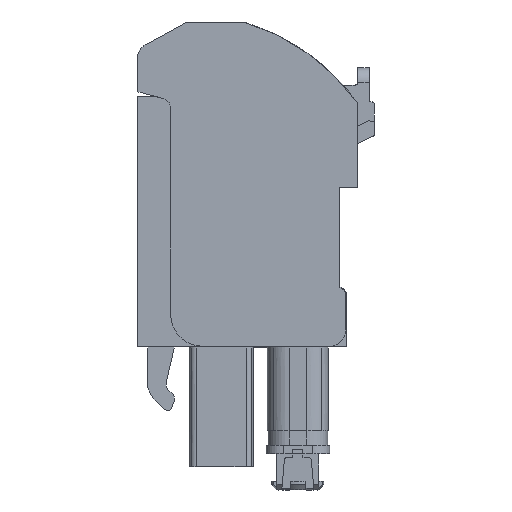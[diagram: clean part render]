
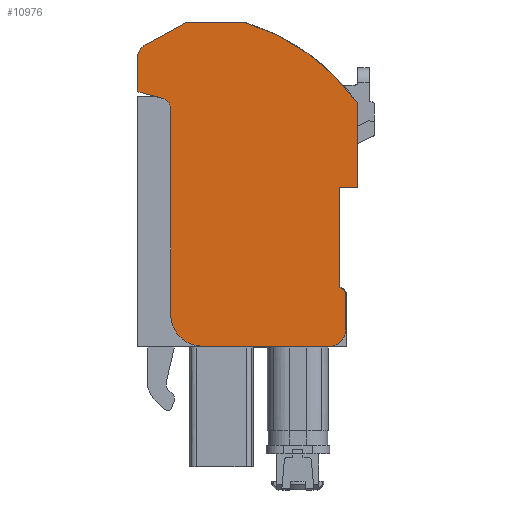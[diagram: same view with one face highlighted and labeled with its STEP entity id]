
A CAD part, left-side view. The second image highlights one B-rep face of the part: STEP entity #10976.
In plain terms, the highlighted planar face has unit normal (-1, 0, 0).
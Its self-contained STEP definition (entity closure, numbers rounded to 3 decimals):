
#9397=AXIS2_PLACEMENT_3D('Circle Axis2P3D',#9395,#9396,$) ;
#9437=AXIS2_PLACEMENT_3D('Circle Axis2P3D',#9435,#9436,$) ;
#9477=AXIS2_PLACEMENT_3D('Circle Axis2P3D',#9475,#9476,$) ;
#9550=AXIS2_PLACEMENT_3D('Circle Axis2P3D',#9548,#9549,$) ;
#9578=AXIS2_PLACEMENT_3D('Circle Axis2P3D',#9576,#9577,$) ;
#10913=AXIS2_PLACEMENT_3D('Plane Axis2P3D',#10910,#10911,#10912) ;
#10926=AXIS2_PLACEMENT_3D('Circle Axis2P3D',#10924,#10925,$) ;
#10938=AXIS2_PLACEMENT_3D('Circle Axis2P3D',#10936,#10937,$) ;
#10945=AXIS2_PLACEMENT_3D('Circle Axis2P3D',#10943,#10944,$) ;
#7212=CARTESIAN_POINT('Vertex',(0.001,1.197,20.942)) ;
#7215=CARTESIAN_POINT('Line Origine',(0.,1.824,20.942)) ;
#7219=CARTESIAN_POINT('Vertex',(0.,2.45,20.942)) ;
#9355=CARTESIAN_POINT('Line Origine',(0.,2.45,17.471)) ;
#9359=CARTESIAN_POINT('Vertex',(0.,2.45,13.999)) ;
#9375=CARTESIAN_POINT('Line Origine',(0.,2.384,13.98)) ;
#9379=CARTESIAN_POINT('Vertex',(0.,2.317,13.961)) ;
#9395=CARTESIAN_POINT('Axis2P3D Location',(0.,2.441,13.528)) ;
#9399=CARTESIAN_POINT('Vertex',(0.,1.991,13.528)) ;
#9415=CARTESIAN_POINT('Line Origine',(0.,1.991,12.314)) ;
#9419=CARTESIAN_POINT('Vertex',(0.,1.991,11.1)) ;
#9435=CARTESIAN_POINT('Axis2P3D Location',(0.,3.141,11.1)) ;
#9439=CARTESIAN_POINT('Vertex',(0.,3.141,9.95)) ;
#9455=CARTESIAN_POINT('Line Origine',(0.,7.523,9.95)) ;
#9459=CARTESIAN_POINT('Vertex',(0.,11.905,9.95)) ;
#9475=CARTESIAN_POINT('Axis2P3D Location',(0.,11.905,12.15)) ;
#9479=CARTESIAN_POINT('Vertex',(0.,14.105,12.1)) ;
#9495=CARTESIAN_POINT('Line Origine',(0.,14.105,19.255)) ;
#9499=CARTESIAN_POINT('Vertex',(0.,14.105,26.409)) ;
#9526=CARTESIAN_POINT('Control Point',(0.,14.598,27.078)) ;
#9527=CARTESIAN_POINT('Control Point',(0.,14.428,27.025)) ;
#9528=CARTESIAN_POINT('Control Point',(0.,14.274,26.918)) ;
#9529=CARTESIAN_POINT('Control Point',(0.,14.162,26.766)) ;
#9530=CARTESIAN_POINT('Control Point',(0.,14.105,26.587)) ;
#9531=CARTESIAN_POINT('Control Point',(0.,14.105,26.409)) ;
#9532=CARTESIAN_POINT('Vertex',(0.,14.598,27.078)) ;
#9548=CARTESIAN_POINT('Axis2P3D Location',(0.,22.274,2.33)) ;
#9552=CARTESIAN_POINT('Vertex',(0.,16.405,27.568)) ;
#9554=CARTESIAN_POINT('Vertex',(0.,16.138,27.504)) ;
#9576=CARTESIAN_POINT('Axis2P3D Location',(0.,22.274,2.33)) ;
#10886=CARTESIAN_POINT('Vertex',(0.001,1.197,26.822)) ;
#10889=CARTESIAN_POINT('Line Origine',(0.001,1.197,23.882)) ;
#10910=CARTESIAN_POINT('Axis2P3D Location',(0.,14.099,12.568)) ;
#10915=CARTESIAN_POINT('Line Origine',(0.,14.44,31.594)) ;
#10919=CARTESIAN_POINT('Vertex',(0.,15.882,30.811)) ;
#10921=CARTESIAN_POINT('Vertex',(0.,12.997,32.378)) ;
#10924=CARTESIAN_POINT('Axis2P3D Location',(0.,15.405,29.932)) ;
#10928=CARTESIAN_POINT('Vertex',(0.,16.405,29.932)) ;
#10931=CARTESIAN_POINT('Line Origine',(0.,16.405,28.75)) ;
#10936=CARTESIAN_POINT('Axis2P3D Location',(0.,13.352,18.032)) ;
#10940=CARTESIAN_POINT('Vertex',(0.,8.905,32.358)) ;
#10943=CARTESIAN_POINT('Axis2P3D Location',(0.,13.352,18.032)) ;
#10947=CARTESIAN_POINT('Vertex',(0.,8.971,32.378)) ;
#10950=CARTESIAN_POINT('Line Origine',(0.,10.984,32.378)) ;
#7216=DIRECTION('Vector Direction',(0.,1.,0.)) ;
#9356=DIRECTION('Vector Direction',(0.,0.,1.)) ;
#9376=DIRECTION('Vector Direction',(0.,0.961,0.276)) ;
#9396=DIRECTION('Axis2P3D Direction',(1.,0.,0.)) ;
#9416=DIRECTION('Vector Direction',(0.,0.,1.)) ;
#9436=DIRECTION('Axis2P3D Direction',(1.,0.,0.)) ;
#9456=DIRECTION('Vector Direction',(0.,-1.,0.)) ;
#9476=DIRECTION('Axis2P3D Direction',(1.,0.,0.)) ;
#9496=DIRECTION('Vector Direction',(0.,0.,-1.)) ;
#9549=DIRECTION('Axis2P3D Direction',(-1.,0.,0.)) ;
#9577=DIRECTION('Axis2P3D Direction',(-1.,0.,0.)) ;
#10890=DIRECTION('Vector Direction',(0.,0.,-1.)) ;
#10911=DIRECTION('Axis2P3D Direction',(1.,0.,0.)) ;
#10912=DIRECTION('Axis2P3D XDirection',(0.,-0.018,1.)) ;
#10916=DIRECTION('Vector Direction',(0.,-0.879,0.477)) ;
#10925=DIRECTION('Axis2P3D Direction',(1.,0.,0.)) ;
#10932=DIRECTION('Vector Direction',(0.,0.,1.)) ;
#10937=DIRECTION('Axis2P3D Direction',(1.,0.,0.)) ;
#10944=DIRECTION('Axis2P3D Direction',(1.,0.,0.)) ;
#10951=DIRECTION('Vector Direction',(0.,1.,0.)) ;
#7217=VECTOR('Line Direction',#7216,1.) ;
#9357=VECTOR('Line Direction',#9356,1.) ;
#9377=VECTOR('Line Direction',#9376,1.) ;
#9417=VECTOR('Line Direction',#9416,1.) ;
#9457=VECTOR('Line Direction',#9456,1.) ;
#9497=VECTOR('Line Direction',#9496,1.) ;
#10891=VECTOR('Line Direction',#10890,1.) ;
#10917=VECTOR('Line Direction',#10916,1.) ;
#10933=VECTOR('Line Direction',#10932,1.) ;
#10952=VECTOR('Line Direction',#10951,1.) ;
#10956=ORIENTED_EDGE('',*,*,#10923,.F.) ;
#10957=ORIENTED_EDGE('',*,*,#10930,.F.) ;
#10958=ORIENTED_EDGE('',*,*,#10935,.T.) ;
#10959=ORIENTED_EDGE('',*,*,#9556,.T.) ;
#10960=ORIENTED_EDGE('',*,*,#9580,.T.) ;
#10961=ORIENTED_EDGE('',*,*,#9534,.T.) ;
#10962=ORIENTED_EDGE('',*,*,#9501,.T.) ;
#10963=ORIENTED_EDGE('',*,*,#9481,.F.) ;
#10964=ORIENTED_EDGE('',*,*,#9461,.T.) ;
#10965=ORIENTED_EDGE('',*,*,#9441,.F.) ;
#10966=ORIENTED_EDGE('',*,*,#9421,.T.) ;
#10967=ORIENTED_EDGE('',*,*,#9401,.F.) ;
#10968=ORIENTED_EDGE('',*,*,#9381,.T.) ;
#10969=ORIENTED_EDGE('',*,*,#9361,.T.) ;
#10970=ORIENTED_EDGE('',*,*,#7221,.T.) ;
#10971=ORIENTED_EDGE('',*,*,#10893,.T.) ;
#10972=ORIENTED_EDGE('',*,*,#10942,.T.) ;
#10973=ORIENTED_EDGE('',*,*,#10949,.T.) ;
#10974=ORIENTED_EDGE('',*,*,#10954,.T.) ;
#10976=ADVANCED_FACE('GEHAEUSE',(#10975),#10914,.F.) ;
#9525=B_SPLINE_CURVE_WITH_KNOTS('',5,(#9526,#9527,#9528,#9529,#9530,#9531),.UNSPECIFIED.,.F.,.U.,(6,6),(0.,0.92),.UNSPECIFIED.) ;
#9398=CIRCLE('generated circle',#9397,0.45) ;
#9438=CIRCLE('generated circle',#9437,1.15) ;
#9478=CIRCLE('generated circle',#9477,2.2) ;
#9551=CIRCLE('generated circle',#9550,25.911) ;
#9579=CIRCLE('generated circle',#9578,25.911) ;
#10927=CIRCLE('generated circle',#10926,1.) ;
#10939=CIRCLE('generated circle',#10938,15.) ;
#10946=CIRCLE('generated circle',#10945,15.) ;
#7221=EDGE_CURVE('',#7220,#7213,#7218,.F.) ;
#9361=EDGE_CURVE('',#9360,#7220,#9358,.T.) ;
#9381=EDGE_CURVE('',#9380,#9360,#9378,.T.) ;
#9401=EDGE_CURVE('',#9380,#9400,#9398,.T.) ;
#9421=EDGE_CURVE('',#9420,#9400,#9418,.T.) ;
#9441=EDGE_CURVE('',#9420,#9440,#9438,.T.) ;
#9461=EDGE_CURVE('',#9460,#9440,#9458,.T.) ;
#9481=EDGE_CURVE('',#9460,#9480,#9478,.T.) ;
#9501=EDGE_CURVE('',#9500,#9480,#9498,.T.) ;
#9534=EDGE_CURVE('',#9533,#9500,#9525,.T.) ;
#9556=EDGE_CURVE('',#9553,#9555,#9551,.F.) ;
#9580=EDGE_CURVE('',#9555,#9533,#9579,.F.) ;
#10893=EDGE_CURVE('',#7213,#10887,#10892,.F.) ;
#10923=EDGE_CURVE('',#10920,#10922,#10918,.T.) ;
#10930=EDGE_CURVE('',#10929,#10920,#10927,.T.) ;
#10935=EDGE_CURVE('',#10929,#9553,#10934,.F.) ;
#10942=EDGE_CURVE('',#10887,#10941,#10939,.F.) ;
#10949=EDGE_CURVE('',#10941,#10948,#10946,.F.) ;
#10954=EDGE_CURVE('',#10948,#10922,#10953,.T.) ;
#10955=EDGE_LOOP('',(#10956,#10957,#10958,#10959,#10960,#10961,#10962,#10963,#10964,#10965,#10966,#10967,#10968,#10969,#10970,#10971,#10972,#10973,#10974)) ;
#10975=FACE_OUTER_BOUND('',#10955,.T.) ;
#7218=LINE('Line',#7215,#7217) ;
#9358=LINE('Line',#9355,#9357) ;
#9378=LINE('Line',#9375,#9377) ;
#9418=LINE('Line',#9415,#9417) ;
#9458=LINE('Line',#9455,#9457) ;
#9498=LINE('Line',#9495,#9497) ;
#10892=LINE('Line',#10889,#10891) ;
#10918=LINE('Line',#10915,#10917) ;
#10934=LINE('Line',#10931,#10933) ;
#10953=LINE('Line',#10950,#10952) ;
#10914=PLANE('',#10913) ;
#7213=VERTEX_POINT('',#7212) ;
#7220=VERTEX_POINT('',#7219) ;
#9360=VERTEX_POINT('',#9359) ;
#9380=VERTEX_POINT('',#9379) ;
#9400=VERTEX_POINT('',#9399) ;
#9420=VERTEX_POINT('',#9419) ;
#9440=VERTEX_POINT('',#9439) ;
#9460=VERTEX_POINT('',#9459) ;
#9480=VERTEX_POINT('',#9479) ;
#9500=VERTEX_POINT('',#9499) ;
#9533=VERTEX_POINT('',#9532) ;
#9553=VERTEX_POINT('',#9552) ;
#9555=VERTEX_POINT('',#9554) ;
#10887=VERTEX_POINT('',#10886) ;
#10920=VERTEX_POINT('',#10919) ;
#10922=VERTEX_POINT('',#10921) ;
#10929=VERTEX_POINT('',#10928) ;
#10941=VERTEX_POINT('',#10940) ;
#10948=VERTEX_POINT('',#10947) ;
